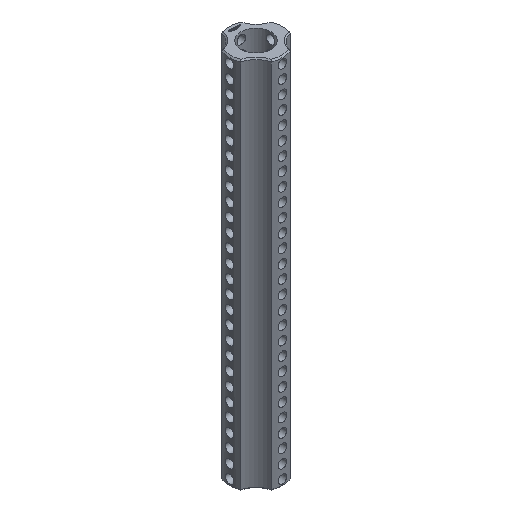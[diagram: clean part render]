
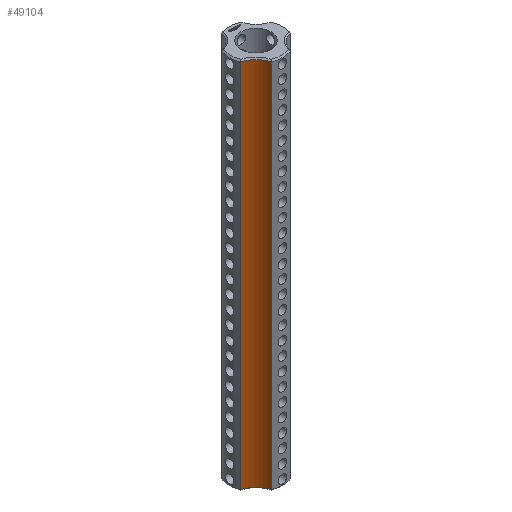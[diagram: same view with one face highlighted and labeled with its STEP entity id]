
A CAD part, isometric view. The second image highlights one B-rep face of the part: STEP entity #49104.
In plain terms, the highlighted cylindrical face has radius 5 mm (diameter 10 mm), a partial arc.
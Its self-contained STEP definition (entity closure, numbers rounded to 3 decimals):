
#6097 = CYLINDRICAL_SURFACE('',#6098,6.25);
#6098 = AXIS2_PLACEMENT_3D('',#6099,#6100,#6101);
#6099 = CARTESIAN_POINT('',(0.,0.,0.));
#6100 = DIRECTION('',(-0.,-0.,-1.));
#6101 = DIRECTION('',(1.,0.,0.));
#13460 = EDGE_CURVE('',#13461,#13463,#13465,.T.);
#13461 = VERTEX_POINT('',#13462);
#13462 = CARTESIAN_POINT('',(-2.225,-5.841,0.3));
#13463 = VERTEX_POINT('',#13464);
#13464 = CARTESIAN_POINT('',(-2.225,-5.841,87.2));
#13465 = SURFACE_CURVE('',#13466,(#13470,#13477),.PCURVE_S1.);
#13466 = LINE('',#13467,#13468);
#13467 = CARTESIAN_POINT('',(-2.225,-5.841,0.));
#13468 = VECTOR('',#13469,1.);
#13469 = DIRECTION('',(0.,0.,1.));
#13470 = PCURVE('',#6097,#13471);
#13471 = DEFINITIONAL_REPRESENTATION('',(#13472),#13476);
#13472 = LINE('',#13473,#13474);
#13473 = CARTESIAN_POINT('',(-4.348,0.));
#13474 = VECTOR('',#13475,1.);
#13475 = DIRECTION('',(-0.,-1.));
#13476 = ( GEOMETRIC_REPRESENTATION_CONTEXT(2) 
PARAMETRIC_REPRESENTATION_CONTEXT() REPRESENTATION_CONTEXT('2D SPACE',''
  ) );
#13477 = PCURVE('',#13478,#13483);
#13478 = CYLINDRICAL_SURFACE('',#13479,5.);
#13479 = AXIS2_PLACEMENT_3D('',#13480,#13481,#13482);
#13480 = CARTESIAN_POINT('',(-7.071,-7.071,0.));
#13481 = DIRECTION('',(-0.,-0.,-1.));
#13482 = DIRECTION('',(1.,0.,0.));
#13483 = DEFINITIONAL_REPRESENTATION('',(#13484),#13488);
#13484 = LINE('',#13485,#13486);
#13485 = CARTESIAN_POINT('',(-0.249,0.));
#13486 = VECTOR('',#13487,1.);
#13487 = DIRECTION('',(-0.,-1.));
#13488 = ( GEOMETRIC_REPRESENTATION_CONTEXT(2) 
PARAMETRIC_REPRESENTATION_CONTEXT() REPRESENTATION_CONTEXT('2D SPACE',''
  ) );
#18355 = CONICAL_SURFACE('',#18356,5.,0.785);
#18356 = AXIS2_PLACEMENT_3D('',#18357,#18358,#18359);
#18357 = CARTESIAN_POINT('',(-7.071,-7.071,0.3));
#18358 = DIRECTION('',(-0.,-0.,-1.));
#18359 = DIRECTION('',(0.969,0.246,0.));
#18557 = CONICAL_SURFACE('',#18558,5.,0.785);
#18558 = AXIS2_PLACEMENT_3D('',#18559,#18560,#18561);
#18559 = CARTESIAN_POINT('',(-7.071,-7.071,87.2));
#18560 = DIRECTION('',(0.,0.,1.));
#18561 = DIRECTION('',(0.969,0.246,0.));
#49104 = ADVANCED_FACE('',(#49105),#13478,.F.);
#49105 = FACE_BOUND('',#49106,.T.);
#49106 = EDGE_LOOP('',(#49107,#49108,#49132,#49160));
#49107 = ORIENTED_EDGE('',*,*,#13460,.T.);
#49108 = ORIENTED_EDGE('',*,*,#49109,.T.);
#49109 = EDGE_CURVE('',#13463,#49110,#49112,.T.);
#49110 = VERTEX_POINT('',#49111);
#49111 = CARTESIAN_POINT('',(-5.841,-2.225,87.2));
#49112 = SURFACE_CURVE('',#49113,(#49118,#49125),.PCURVE_S1.);
#49113 = CIRCLE('',#49114,5.);
#49114 = AXIS2_PLACEMENT_3D('',#49115,#49116,#49117);
#49115 = CARTESIAN_POINT('',(-7.071,-7.071,87.2));
#49116 = DIRECTION('',(0.,-0.,1.));
#49117 = DIRECTION('',(0.969,0.246,0.));
#49118 = PCURVE('',#13478,#49119);
#49119 = DEFINITIONAL_REPRESENTATION('',(#49120),#49124);
#49120 = LINE('',#49121,#49122);
#49121 = CARTESIAN_POINT('',(-0.249,-87.2));
#49122 = VECTOR('',#49123,1.);
#49123 = DIRECTION('',(-1.,0.));
#49124 = ( GEOMETRIC_REPRESENTATION_CONTEXT(2) 
PARAMETRIC_REPRESENTATION_CONTEXT() REPRESENTATION_CONTEXT('2D SPACE',''
  ) );
#49125 = PCURVE('',#18557,#49126);
#49126 = DEFINITIONAL_REPRESENTATION('',(#49127),#49131);
#49127 = LINE('',#49128,#49129);
#49128 = CARTESIAN_POINT('',(0.,0.));
#49129 = VECTOR('',#49130,1.);
#49130 = DIRECTION('',(1.,0.));
#49131 = ( GEOMETRIC_REPRESENTATION_CONTEXT(2) 
PARAMETRIC_REPRESENTATION_CONTEXT() REPRESENTATION_CONTEXT('2D SPACE',''
  ) );
#49132 = ORIENTED_EDGE('',*,*,#49133,.F.);
#49133 = EDGE_CURVE('',#49134,#49110,#49136,.T.);
#49134 = VERTEX_POINT('',#49135);
#49135 = CARTESIAN_POINT('',(-5.841,-2.225,0.3));
#49136 = SURFACE_CURVE('',#49137,(#49141,#49148),.PCURVE_S1.);
#49137 = LINE('',#49138,#49139);
#49138 = CARTESIAN_POINT('',(-5.841,-2.225,0.));
#49139 = VECTOR('',#49140,1.);
#49140 = DIRECTION('',(0.,0.,1.));
#49141 = PCURVE('',#13478,#49142);
#49142 = DEFINITIONAL_REPRESENTATION('',(#49143),#49147);
#49143 = LINE('',#49144,#49145);
#49144 = CARTESIAN_POINT('',(-1.322,0.));
#49145 = VECTOR('',#49146,1.);
#49146 = DIRECTION('',(-0.,-1.));
#49147 = ( GEOMETRIC_REPRESENTATION_CONTEXT(2) 
PARAMETRIC_REPRESENTATION_CONTEXT() REPRESENTATION_CONTEXT('2D SPACE',''
  ) );
#49148 = PCURVE('',#49149,#49154);
#49149 = CYLINDRICAL_SURFACE('',#49150,6.25);
#49150 = AXIS2_PLACEMENT_3D('',#49151,#49152,#49153);
#49151 = CARTESIAN_POINT('',(0.,0.,0.));
#49152 = DIRECTION('',(-0.,-0.,-1.));
#49153 = DIRECTION('',(1.,0.,0.));
#49154 = DEFINITIONAL_REPRESENTATION('',(#49155),#49159);
#49155 = LINE('',#49156,#49157);
#49156 = CARTESIAN_POINT('',(-3.506,0.));
#49157 = VECTOR('',#49158,1.);
#49158 = DIRECTION('',(-0.,-1.));
#49159 = ( GEOMETRIC_REPRESENTATION_CONTEXT(2) 
PARAMETRIC_REPRESENTATION_CONTEXT() REPRESENTATION_CONTEXT('2D SPACE',''
  ) );
#49160 = ORIENTED_EDGE('',*,*,#49161,.F.);
#49161 = EDGE_CURVE('',#13461,#49134,#49162,.T.);
#49162 = SURFACE_CURVE('',#49163,(#49168,#49175),.PCURVE_S1.);
#49163 = CIRCLE('',#49164,5.);
#49164 = AXIS2_PLACEMENT_3D('',#49165,#49166,#49167);
#49165 = CARTESIAN_POINT('',(-7.071,-7.071,0.3));
#49166 = DIRECTION('',(0.,-0.,1.));
#49167 = DIRECTION('',(0.969,0.246,0.));
#49168 = PCURVE('',#13478,#49169);
#49169 = DEFINITIONAL_REPRESENTATION('',(#49170),#49174);
#49170 = LINE('',#49171,#49172);
#49171 = CARTESIAN_POINT('',(-0.249,-0.3));
#49172 = VECTOR('',#49173,1.);
#49173 = DIRECTION('',(-1.,0.));
#49174 = ( GEOMETRIC_REPRESENTATION_CONTEXT(2) 
PARAMETRIC_REPRESENTATION_CONTEXT() REPRESENTATION_CONTEXT('2D SPACE',''
  ) );
#49175 = PCURVE('',#18355,#49176);
#49176 = DEFINITIONAL_REPRESENTATION('',(#49177),#49181);
#49177 = LINE('',#49178,#49179);
#49178 = CARTESIAN_POINT('',(-0.,0.));
#49179 = VECTOR('',#49180,1.);
#49180 = DIRECTION('',(-1.,0.));
#49181 = ( GEOMETRIC_REPRESENTATION_CONTEXT(2) 
PARAMETRIC_REPRESENTATION_CONTEXT() REPRESENTATION_CONTEXT('2D SPACE',''
  ) );
